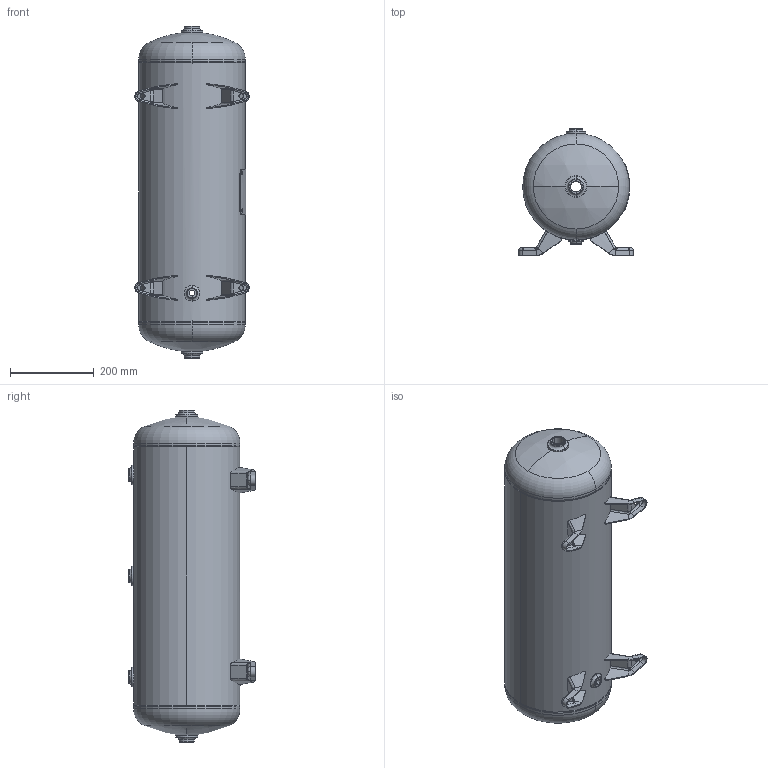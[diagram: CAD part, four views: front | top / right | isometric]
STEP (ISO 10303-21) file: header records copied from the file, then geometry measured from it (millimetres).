
FILE_DESCRIPTION (( 'STEP AP203' ), '1' );
FILE_NAME ('302460.STEP', '2012-03-06T17:19:41', ( '' ), ( '' ), 'SwSTEP 2.0', 'SolidWorks 2011', '' );
FILE_SCHEMA (( 'CONFIG_CONTROL_DESIGN' ));
Length unit declared in the file: inch
Products named in the file (1): 302460
Bounding box: 273.05 x 302.88 x 792.18 mm (x, y, z)
Surface area: 754398.2 mm2 (no closed solid volume)
Topology: 0 solids, 20 shells, 331 faces, 854 edges, 532 vertices
Faces by surface type: cylinder 102, bspline 84, plane 79, torus 62, sphere 4
Full cylindrical faces by diameter (mm): 254 x1
Entity records: 15664 total; most frequent: CARTESIAN_POINT 8406, ORIENTED_EDGE 1560, DIRECTION 1324, EDGE_CURVE 846, AXIS2_PLACEMENT_3D 558, VERTEX_POINT 532, EDGE_LOOP 358, FACE_OUTER_BOUND 331
